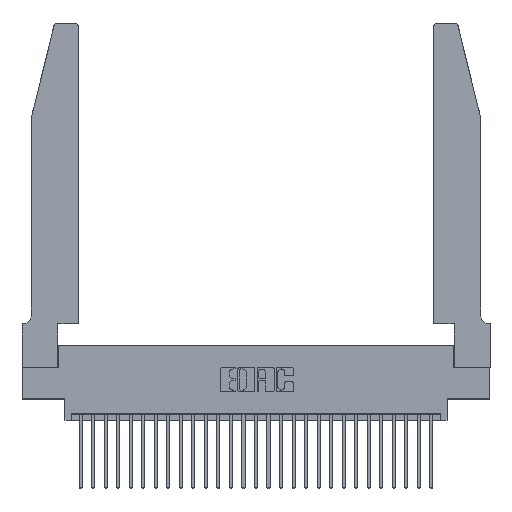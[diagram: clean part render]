
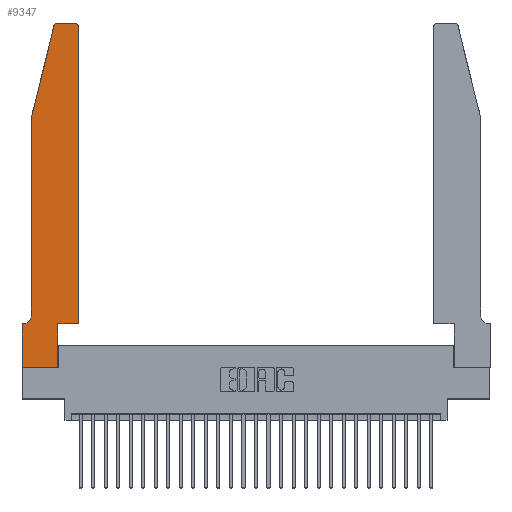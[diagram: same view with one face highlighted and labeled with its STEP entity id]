
A CAD part, top view. The second image highlights one B-rep face of the part: STEP entity #9347.
In plain terms, the highlighted planar face has unit normal (0, 0, 1).
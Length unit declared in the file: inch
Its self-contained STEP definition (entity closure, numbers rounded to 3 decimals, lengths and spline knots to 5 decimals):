
#338 = EDGE_CURVE ( 'NONE', #26479, #11106, #2771, .T. ) ;
#368 = DIRECTION ( 'NONE',  ( 1., 0., 0. ) ) ;
#384 = VECTOR ( 'NONE', #4834, 39.37008 ) ;
#701 = ORIENTED_EDGE ( 'NONE', *, *, #11209, .T. ) ;
#717 = CARTESIAN_POINT ( 'NONE',  ( 0.2865, 0.35, 0.37 ) ) ;
#801 = ORIENTED_EDGE ( 'NONE', *, *, #8391, .T. ) ;
#1335 = VERTEX_POINT ( 'NONE', #27374 ) ;
#1488 = VERTEX_POINT ( 'NONE', #29371 ) ;
#1991 = AXIS2_PLACEMENT_3D ( 'NONE', #12290, #12587, #28487 ) ;
#2072 = VECTOR ( 'NONE', #10844, 39.37008 ) ;
#2170 = CARTESIAN_POINT ( 'NONE',  ( 0.2865, 0., 0.37 ) ) ;
#2684 = VECTOR ( 'NONE', #19020, 39.37008 ) ;
#2771 = LINE ( 'NONE', #14659, #22300 ) ;
#2998 = ORIENTED_EDGE ( 'NONE', *, *, #6869, .T. ) ;
#3039 = EDGE_CURVE ( 'NONE', #15661, #1488, #23620, .T. ) ;
#3426 = DIRECTION ( 'NONE',  ( -1., 0., 0. ) ) ;
#3559 = LINE ( 'NONE', #16800, #25561 ) ;
#3651 = ORIENTED_EDGE ( 'NONE', *, *, #20986, .T. ) ;
#4381 = CARTESIAN_POINT ( 'NONE',  ( 0.0055, 0.35, 0.37 ) ) ;
#4734 = CARTESIAN_POINT ( 'NONE',  ( 0., 0., 0.37 ) ) ;
#4834 = DIRECTION ( 'NONE',  ( 0., -1., 0. ) ) ;
#5806 = LINE ( 'NONE', #25602, #23553 ) ;
#6294 = CARTESIAN_POINT ( 'NONE',  ( 0., 0., 0.37 ) ) ;
#6869 = EDGE_CURVE ( 'NONE', #11327, #15661, #17571, .T. ) ;
#7218 = VERTEX_POINT ( 'NONE', #20758 ) ;
#7366 = DIRECTION ( 'NONE',  ( -1., 0., 0. ) ) ;
#7754 = LINE ( 'NONE', #26864, #8109 ) ;
#7806 = CARTESIAN_POINT ( 'NONE',  ( 0.0055, 0.42, 0.37 ) ) ;
#8109 = VECTOR ( 'NONE', #22399, 39.37008 ) ;
#8142 = ORIENTED_EDGE ( 'NONE', *, *, #27461, .T. ) ;
#8374 = ORIENTED_EDGE ( 'NONE', *, *, #19963, .T. ) ;
#8391 = EDGE_CURVE ( 'NONE', #7218, #16202, #12137, .T. ) ;
#8904 = CIRCLE ( 'NONE', #11224, 0.07 ) ;
#8941 = AXIS2_PLACEMENT_3D ( 'NONE', #23214, #16551, #368 ) ;
#9347 = ADVANCED_FACE ( 'NONE', ( #18448 ), #26402, .T. ) ;
#9704 = EDGE_CURVE ( 'NONE', #24589, #22196, #25171, .T. ) ;
#10131 = EDGE_CURVE ( 'NONE', #22560, #24589, #7754, .T. ) ;
#10279 = CARTESIAN_POINT ( 'NONE',  ( 0.4205, 2.75, 0.37 ) ) ;
#10761 = CARTESIAN_POINT ( 'NONE',  ( 0.4505, 0.35, 0.37 ) ) ;
#10844 = DIRECTION ( 'NONE',  ( 0., -1., 0. ) ) ;
#11106 = VERTEX_POINT ( 'NONE', #717 ) ;
#11209 = EDGE_CURVE ( 'NONE', #16202, #26479, #11822, .T. ) ;
#11224 = AXIS2_PLACEMENT_3D ( 'NONE', #7806, #17028, #3426 ) ;
#11327 = VERTEX_POINT ( 'NONE', #20157 ) ;
#11822 = LINE ( 'NONE', #17501, #17169 ) ;
#12137 = LINE ( 'NONE', #4734, #384 ) ;
#12290 = CARTESIAN_POINT ( 'NONE',  ( 0.284, 2.72, 0.37 ) ) ;
#12427 = DIRECTION ( 'NONE',  ( 1., 0., 0. ) ) ;
#12587 = DIRECTION ( 'NONE',  ( 0., 0., 1. ) ) ;
#12618 = DIRECTION ( 'NONE',  ( 0., 0., 1. ) ) ;
#12625 = VERTEX_POINT ( 'NONE', #4381 ) ;
#12736 = LINE ( 'NONE', #21952, #2072 ) ;
#12928 = CARTESIAN_POINT ( 'NONE',  ( 0., 0.35, 0.37 ) ) ;
#12992 = VECTOR ( 'NONE', #23439, 39.37008 ) ;
#14024 = CARTESIAN_POINT ( 'NONE',  ( 0.0755, 2., 0.37 ) ) ;
#14465 = CARTESIAN_POINT ( 'NONE',  ( 0.0755, 0.35, 0.37 ) ) ;
#14550 = CARTESIAN_POINT ( 'NONE',  ( 0.25487, 2.72718, 0.37 ) ) ;
#14659 = CARTESIAN_POINT ( 'NONE',  ( 0.2865, 0.35, 0.37 ) ) ;
#15351 = ORIENTED_EDGE ( 'NONE', *, *, #338, .T. ) ;
#15661 = VERTEX_POINT ( 'NONE', #14550 ) ;
#16202 = VERTEX_POINT ( 'NONE', #6294 ) ;
#16551 = DIRECTION ( 'NONE',  ( 0., 0., 1. ) ) ;
#16800 = CARTESIAN_POINT ( 'NONE',  ( 0.4505, 0.35, 0.37 ) ) ;
#17028 = DIRECTION ( 'NONE',  ( 0., 0., -1. ) ) ;
#17169 = VECTOR ( 'NONE', #24047, 39.37008 ) ;
#17501 = CARTESIAN_POINT ( 'NONE',  ( 0., 0., 0.37 ) ) ;
#17571 = CIRCLE ( 'NONE', #1991, 0.03 ) ;
#17672 = AXIS2_PLACEMENT_3D ( 'NONE', #12928, #12618, #23930 ) ;
#18448 = FACE_OUTER_BOUND ( 'NONE', #28664, .T. ) ;
#19020 = DIRECTION ( 'NONE',  ( -1., 0., 0. ) ) ;
#19183 = EDGE_CURVE ( 'NONE', #1335, #12625, #8904, .T. ) ;
#19963 = EDGE_CURVE ( 'NONE', #1488, #1335, #12736, .T. ) ;
#20157 = CARTESIAN_POINT ( 'NONE',  ( 0.284, 2.75, 0.37 ) ) ;
#20758 = CARTESIAN_POINT ( 'NONE',  ( 0., 0.35, 0.37 ) ) ;
#20986 = EDGE_CURVE ( 'NONE', #12625, #7218, #26854, .T. ) ;
#21952 = CARTESIAN_POINT ( 'NONE',  ( 0.0755, 2., 0.37 ) ) ;
#22196 = VERTEX_POINT ( 'NONE', #10279 ) ;
#22300 = VECTOR ( 'NONE', #26262, 39.37008 ) ;
#22399 = DIRECTION ( 'NONE',  ( 0., 1., 0. ) ) ;
#22560 = VERTEX_POINT ( 'NONE', #10761 ) ;
#22793 = EDGE_CURVE ( 'NONE', #22196, #11327, #5806, .T. ) ;
#22809 = ORIENTED_EDGE ( 'NONE', *, *, #10131, .T. ) ;
#23214 = CARTESIAN_POINT ( 'NONE',  ( 0.4205, 2.72, 0.37 ) ) ;
#23282 = ORIENTED_EDGE ( 'NONE', *, *, #22793, .T. ) ;
#23439 = DIRECTION ( 'NONE',  ( -0.239, -0.971, 0. ) ) ;
#23553 = VECTOR ( 'NONE', #7366, 39.37008 ) ;
#23620 = LINE ( 'NONE', #14024, #12992 ) ;
#23930 = DIRECTION ( 'NONE',  ( 1., 0., 0. ) ) ;
#24047 = DIRECTION ( 'NONE',  ( 1., 0., 0. ) ) ;
#24589 = VERTEX_POINT ( 'NONE', #25211 ) ;
#25171 = CIRCLE ( 'NONE', #8941, 0.03 ) ;
#25211 = CARTESIAN_POINT ( 'NONE',  ( 0.4505, 2.72, 0.37 ) ) ;
#25408 = ORIENTED_EDGE ( 'NONE', *, *, #9704, .T. ) ;
#25561 = VECTOR ( 'NONE', #12427, 39.37008 ) ;
#25602 = CARTESIAN_POINT ( 'NONE',  ( 0.2605, 2.75, 0.37 ) ) ;
#25695 = ORIENTED_EDGE ( 'NONE', *, *, #19183, .T. ) ;
#26262 = DIRECTION ( 'NONE',  ( 0., 1., 0. ) ) ;
#26398 = ORIENTED_EDGE ( 'NONE', *, *, #3039, .T. ) ;
#26402 = PLANE ( 'NONE',  #17672 ) ;
#26479 = VERTEX_POINT ( 'NONE', #2170 ) ;
#26854 = LINE ( 'NONE', #14465, #2684 ) ;
#26864 = CARTESIAN_POINT ( 'NONE',  ( 0.4505, 0.35, 0.37 ) ) ;
#27374 = CARTESIAN_POINT ( 'NONE',  ( 0.0755, 0.42, 0.37 ) ) ;
#27461 = EDGE_CURVE ( 'NONE', #11106, #22560, #3559, .T. ) ;
#28487 = DIRECTION ( 'NONE',  ( 1., 0., 0. ) ) ;
#28664 = EDGE_LOOP ( 'NONE', ( #23282, #2998, #26398, #8374, #25695, #3651, #801, #701, #15351, #8142, #22809, #25408 ) ) ;
#29371 = CARTESIAN_POINT ( 'NONE',  ( 0.0755, 2., 0.37 ) ) ;
